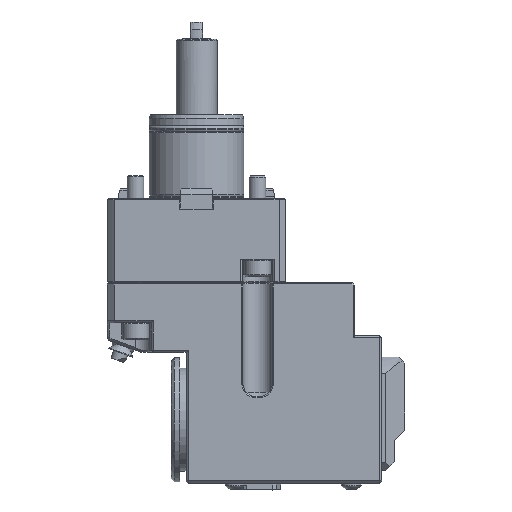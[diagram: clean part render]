
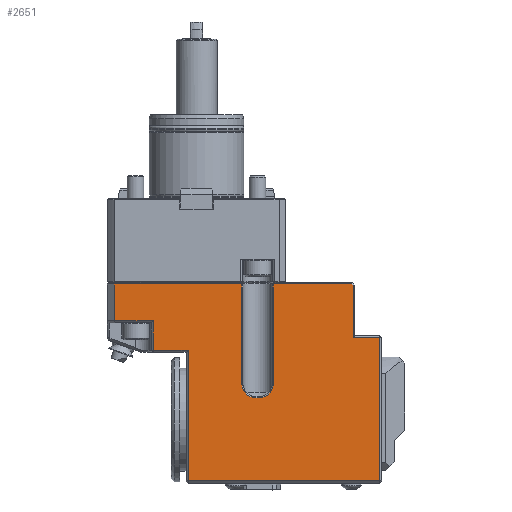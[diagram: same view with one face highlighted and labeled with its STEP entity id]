
A CAD part, front view. The second image highlights one B-rep face of the part: STEP entity #2651.
In plain terms, the highlighted planar face has unit normal (0, -1, 0).
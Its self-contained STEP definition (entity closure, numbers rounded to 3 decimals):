
#397=LINE('',#13240,#1119);
#398=LINE('',#13242,#1120);
#401=LINE('',#13248,#1123);
#404=LINE('',#13254,#1126);
#414=LINE('',#13278,#1136);
#416=LINE('',#13281,#1138);
#419=LINE('',#13286,#1141);
#422=LINE('',#13294,#1144);
#424=LINE('',#13300,#1146);
#428=LINE('',#13307,#1150);
#430=LINE('',#13311,#1152);
#432=LINE('',#13315,#1154);
#433=LINE('',#13317,#1155);
#440=LINE('',#13458,#1162);
#456=LINE('',#13485,#1178);
#1119=VECTOR('',#10317,1.);
#1120=VECTOR('',#10320,1.);
#1123=VECTOR('',#10325,1.);
#1126=VECTOR('',#10330,1.);
#1136=VECTOR('',#10358,1.);
#1138=VECTOR('',#10362,1.);
#1141=VECTOR('',#10367,1.);
#1144=VECTOR('',#10376,1.);
#1146=VECTOR('',#10384,1.);
#1150=VECTOR('',#10390,1.);
#1152=VECTOR('',#10394,1.);
#1154=VECTOR('',#10398,1.);
#1155=VECTOR('',#10401,1.);
#1162=VECTOR('',#10544,1.);
#1178=VECTOR('',#10576,1.);
#2651=ADVANCED_FACE('',(#3399),#3017,.F.);
#3017=PLANE('',#9569);
#3399=FACE_OUTER_BOUND('',#4021,.T.);
#4021=EDGE_LOOP('',(#6270,#6271,#6272,#6273,#6274,#6275,#6276,#6277,#6278,
#6279,#6280,#6281,#6282,#6283,#6284,#6285,#6286));
#6270=ORIENTED_EDGE('',*,*,#7673,.T.);
#6271=ORIENTED_EDGE('',*,*,#7672,.T.);
#6272=ORIENTED_EDGE('',*,*,#7670,.T.);
#6273=ORIENTED_EDGE('',*,*,#7668,.T.);
#6274=ORIENTED_EDGE('',*,*,#7664,.T.);
#6275=ORIENTED_EDGE('',*,*,#7662,.T.);
#6276=ORIENTED_EDGE('',*,*,#7661,.T.);
#6277=ORIENTED_EDGE('',*,*,#7659,.T.);
#6278=ORIENTED_EDGE('',*,*,#7657,.T.);
#6279=ORIENTED_EDGE('',*,*,#7654,.T.);
#6280=ORIENTED_EDGE('',*,*,#7652,.T.);
#6281=ORIENTED_EDGE('',*,*,#7640,.T.);
#6282=ORIENTED_EDGE('',*,*,#7637,.T.);
#6283=ORIENTED_EDGE('',*,*,#7634,.T.);
#6284=ORIENTED_EDGE('',*,*,#7633,.T.);
#6285=ORIENTED_EDGE('',*,*,#7729,.T.);
#6286=ORIENTED_EDGE('',*,*,#7745,.T.);
#6632=VERTEX_POINT('',#12776);
#6635=VERTEX_POINT('',#12783);
#6638=VERTEX_POINT('',#12790);
#6647=VERTEX_POINT('',#12834);
#6649=VERTEX_POINT('',#12840);
#6757=VERTEX_POINT('',#13239);
#6758=VERTEX_POINT('',#13245);
#6760=VERTEX_POINT('',#13251);
#6767=VERTEX_POINT('',#13285);
#6768=VERTEX_POINT('',#13289);
#6769=VERTEX_POINT('',#13293);
#6770=VERTEX_POINT('',#13297);
#6771=VERTEX_POINT('',#13303);
#6773=VERTEX_POINT('',#13310);
#6774=VERTEX_POINT('',#13314);
#6775=VERTEX_POINT('',#13318);
#6812=VERTEX_POINT('',#13457);
#7633=EDGE_CURVE('',#6757,#6649,#397,.T.);
#7634=EDGE_CURVE('',#6632,#6757,#398,.T.);
#7637=EDGE_CURVE('',#6758,#6632,#401,.T.);
#7640=EDGE_CURVE('',#6760,#6758,#404,.T.);
#7652=EDGE_CURVE('',#6635,#6760,#414,.T.);
#7654=EDGE_CURVE('',#6638,#6635,#416,.T.);
#7657=EDGE_CURVE('',#6767,#6638,#419,.T.);
#7659=EDGE_CURVE('',#6768,#6767,#8551,.T.);
#7661=EDGE_CURVE('',#6769,#6768,#422,.T.);
#7662=EDGE_CURVE('',#6770,#6769,#8552,.T.);
#7664=EDGE_CURVE('',#6647,#6770,#424,.T.);
#7668=EDGE_CURVE('',#6771,#6647,#428,.T.);
#7670=EDGE_CURVE('',#6773,#6771,#430,.T.);
#7672=EDGE_CURVE('',#6774,#6773,#432,.T.);
#7673=EDGE_CURVE('',#6775,#6774,#433,.T.);
#7729=EDGE_CURVE('',#6649,#6812,#440,.T.);
#7745=EDGE_CURVE('',#6812,#6775,#456,.T.);
#8551=CIRCLE('',#9040,6.7);
#8552=CIRCLE('',#9043,6.7);
#9040=AXIS2_PLACEMENT_3D('',#13290,#10371,#10372);
#9043=AXIS2_PLACEMENT_3D('',#13296,#10379,#10380);
#9569=AXIS2_PLACEMENT_3D('',#15257,#11878,#11879);
#10317=DIRECTION('',(0.,0.,-1.));
#10320=DIRECTION('',(1.,0.,0.));
#10325=DIRECTION('',(0.,0.,-1.));
#10330=DIRECTION('',(1.,0.,0.));
#10358=DIRECTION('',(0.,0.,-1.));
#10362=DIRECTION('',(-1.,0.,0.));
#10367=DIRECTION('',(0.,0.,1.));
#10371=DIRECTION('',(0.,1.,0.));
#10372=DIRECTION('',(-1.,0.,0.));
#10376=DIRECTION('',(-1.,0.,0.));
#10379=DIRECTION('',(0.,1.,0.));
#10380=DIRECTION('',(-1.,0.,0.));
#10384=DIRECTION('',(0.,0.,-1.));
#10390=DIRECTION('',(-1.,0.,0.));
#10394=DIRECTION('',(-0.707,0.,0.707));
#10398=DIRECTION('',(0.,0.,1.));
#10401=DIRECTION('',(-1.,0.,0.));
#10544=DIRECTION('',(1.,0.,0.));
#10576=DIRECTION('',(0.,0.,1.));
#11878=DIRECTION('',(0.,1.,0.));
#11879=DIRECTION('',(1.,0.,0.));
#12776=CARTESIAN_POINT('',(-20.5,-37.5,-72.));
#12783=CARTESIAN_POINT('',(-39.,-37.5,-40.5));
#12790=CARTESIAN_POINT('',(21.5,-37.5,-40.5));
#12834=CARTESIAN_POINT('',(36.5,-37.5,-40.5));
#12840=CARTESIAN_POINT('',(-4.,-37.5,-134.));
#13239=CARTESIAN_POINT('',(-4.,-37.5,-72.));
#13240=CARTESIAN_POINT('',(-4.,-37.5,-40.));
#13242=CARTESIAN_POINT('',(-57.511,-37.5,-72.));
#13245=CARTESIAN_POINT('',(-20.5,-37.5,-58.));
#13248=CARTESIAN_POINT('',(-20.5,-37.5,-40.));
#13251=CARTESIAN_POINT('',(-39.,-37.5,-58.));
#13254=CARTESIAN_POINT('',(-21.5,-37.5,-58.));
#13278=CARTESIAN_POINT('',(-39.,-37.5,-40.));
#13281=CARTESIAN_POINT('',(-57.511,-37.5,-40.5));
#13285=CARTESIAN_POINT('',(21.5,-37.5,-87.8));
#13286=CARTESIAN_POINT('',(21.5,-37.5,-40.));
#13289=CARTESIAN_POINT('',(28.2,-37.5,-94.5));
#13290=CARTESIAN_POINT('',(28.2,-37.5,-87.8));
#13293=CARTESIAN_POINT('',(29.8,-37.5,-94.5));
#13294=CARTESIAN_POINT('',(28.2,-37.5,-94.5));
#13296=CARTESIAN_POINT('',(29.8,-37.5,-87.8));
#13297=CARTESIAN_POINT('',(36.5,-37.5,-87.8));
#13300=CARTESIAN_POINT('',(36.5,-37.5,-87.8));
#13303=CARTESIAN_POINT('',(73.793,-37.5,-40.5));
#13307=CARTESIAN_POINT('',(-57.511,-37.5,-40.5));
#13310=CARTESIAN_POINT('',(74.5,-37.5,-41.207));
#13311=CARTESIAN_POINT('',(73.646,-37.5,-40.354));
#13314=CARTESIAN_POINT('',(74.5,-37.5,-66.));
#13315=CARTESIAN_POINT('',(74.5,-37.5,-40.));
#13317=CARTESIAN_POINT('',(-57.511,-37.5,-66.));
#13318=CARTESIAN_POINT('',(87.,-37.5,-66.));
#13457=CARTESIAN_POINT('',(87.,-37.5,-134.));
#13458=CARTESIAN_POINT('',(-57.511,-37.5,-134.));
#13485=CARTESIAN_POINT('',(87.,-37.5,-40.));
#15257=CARTESIAN_POINT('',(44.7,-37.5,-105.));
